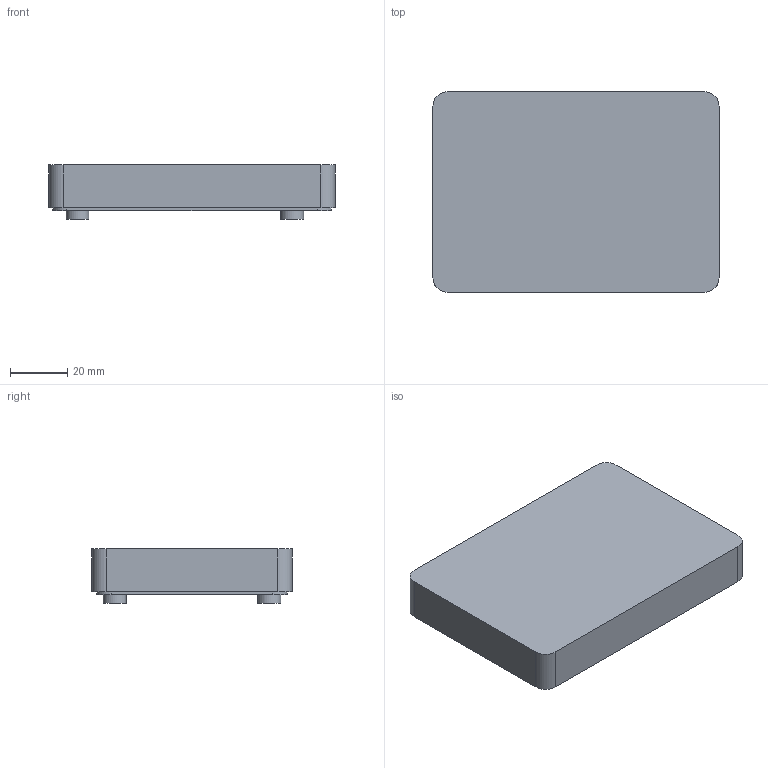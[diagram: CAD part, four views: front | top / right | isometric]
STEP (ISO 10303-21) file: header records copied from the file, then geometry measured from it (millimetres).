
FILE_DESCRIPTION(('FreeCAD Model'),'2;1');
FILE_NAME('Open CASCADE Shape Model','2025-03-10T06:14:37',(''),(''), 'Open CASCADE STEP processor 7.8','FreeCAD','Unknown');
FILE_SCHEMA(('AUTOMOTIVE_DESIGN { 1 0 10303 214 1 1 1 1 }'));
Length unit declared in the file: millimetre
Products named in the file (1): Top
Bounding box: 100 x 70 x 19 mm (x, y, z)
Volume: 29494.7 mm3; surface area: 25020.9 mm2
Topology: 1 solids, 1 shells, 59 faces, 135 edges, 86 vertices
Faces by surface type: plane 33, cylinder 26
Full cylindrical faces by diameter (mm): 4 x4, 8 x4
Entity records: 3540 total; most frequent: CARTESIAN_POINT 755, DIRECTION 539, LINE 313, VECTOR 313, ORIENTED_EDGE 270, PCURVE 270, DEFINITIONAL_REPRESENTATION 270, EDGE_CURVE 135
